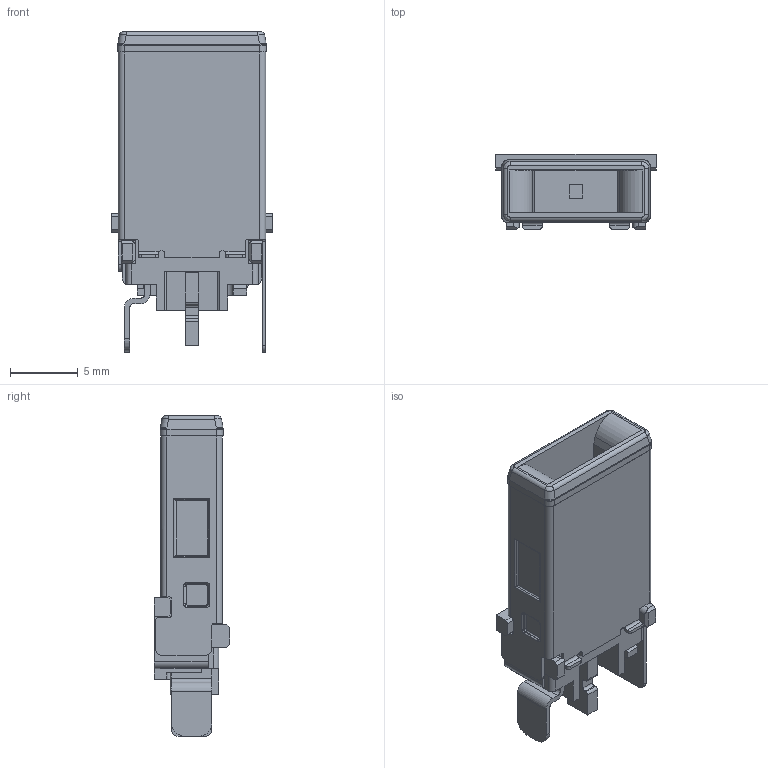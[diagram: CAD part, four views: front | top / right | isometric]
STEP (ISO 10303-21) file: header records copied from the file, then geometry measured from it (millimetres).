
FILE_DESCRIPTION((''),'2;1');
FILE_NAME('C-1-2129334-1','2014-08-08T',('workeradm'),('Tyco Electronics Ltd.'),'PRO/ENGINEER BY PARAMETRIC TECHNOLOGY CORPORATION, 2013050','PRO/ENGINEER BY PARAMETRIC TECHNOLOGY CORPORATION, 2013050','');
FILE_SCHEMA(('AUTOMOTIVE_DESIGN { 1 0 10303 214 1 1 1 1 }'));
Length unit declared in the file: millimetre
Products named in the file (1): C-1-2129334-1
Bounding box: 11.9 x 5.55 x 23.7 mm (x, y, z)
Volume: 783.5 mm3; surface area: 1160.7 mm2
Topology: 1 solids, 1 shells, 325 faces, 868 edges, 556 vertices
Faces by surface type: plane 171, cylinder 130, torus 13, bspline 7, sphere 4
Entity records: 10697 total; most frequent: CARTESIAN_POINT 2330, ORIENTED_EDGE 1736, DIRECTION 1696, EDGE_CURVE 868, VECTOR 596, LINE 596, VERTEX_POINT 556, AXIS2_PLACEMENT_3D 550
